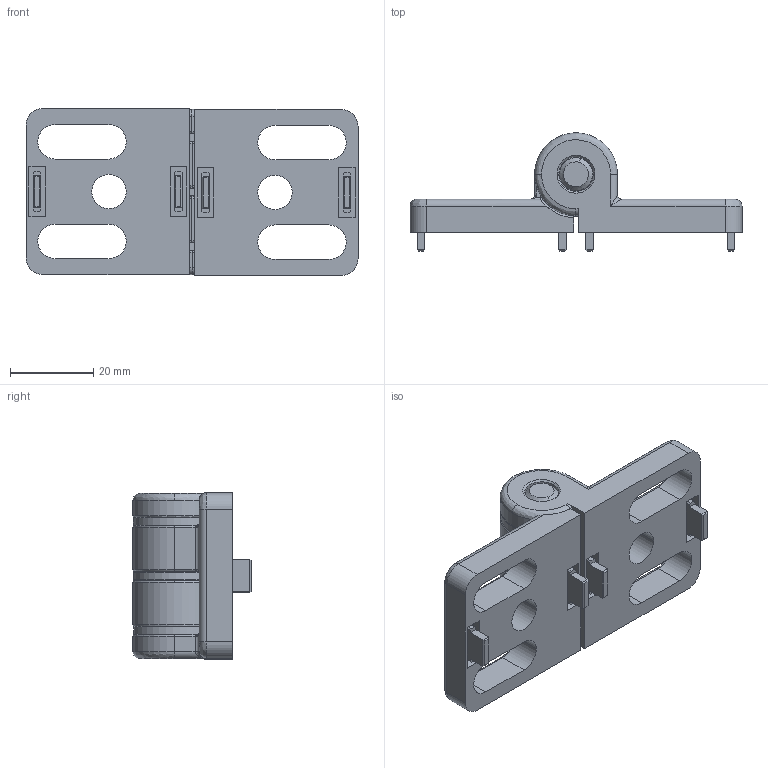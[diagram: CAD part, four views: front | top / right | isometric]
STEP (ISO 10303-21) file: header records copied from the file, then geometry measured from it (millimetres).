
FILE_DESCRIPTION (( 'STEP AP203' ), '1' );
FILE_NAME ('402051_Scharnier ZN 8 40x80 (Langloch).step', '2018-11-28T12:59:41', ( '' ), ( '' ), 'SwSTEP 2.0', 'SolidWorks 2017', '' );
FILE_SCHEMA (( 'CONFIG_CONTROL_DESIGN' ));
Length unit declared in the file: millimetre
Products named in the file (4): 402051_Scharnier ZN 8 40x80 (Langloch); 095z-02_095Z.02; 095z-01_095z.01; 095310n08r_095 310 n8
Assembly tree (6 placements, depth 2):
  402051_Scharnier ZN 8 40x80 (Langloch)
    095310n08r_095 310 n8  x2
    095z-02_095Z.02  x3
    095z-01_095z.01
Bounding box: 80 x 28.5 x 40.2 mm (x, y, z)
Volume: 29347.7 mm3; surface area: 16928.2 mm2
Topology: 6 solids, 6 shells, 292 faces, 714 edges, 434 vertices
Faces by surface type: plane 130, cylinder 96, bspline 58, cone 8
Entity records: 5598 total; most frequent: CARTESIAN_POINT 1664, ORIENTED_EDGE 732, DIRECTION 705, EDGE_CURVE 366, AXIS2_PLACEMENT_3D 246, VERTEX_POINT 223, LINE 213, VECTOR 213
